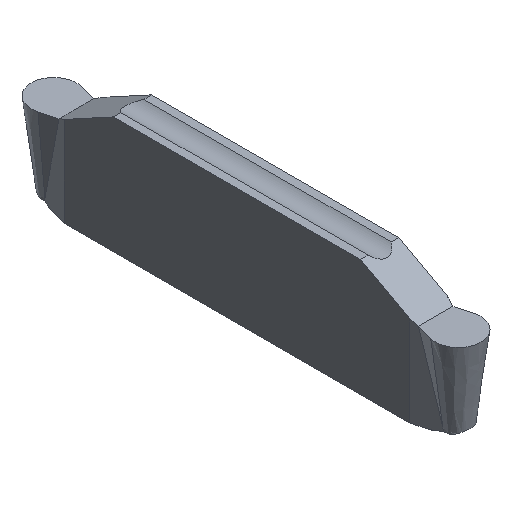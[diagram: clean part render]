
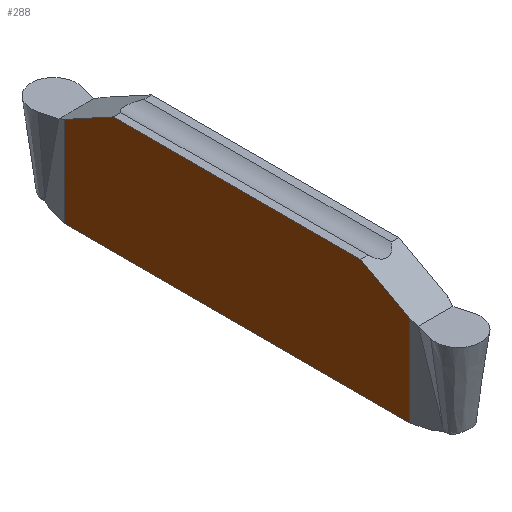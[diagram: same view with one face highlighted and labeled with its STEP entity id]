
A CAD part, isometric view. The second image highlights one B-rep face of the part: STEP entity #288.
In plain terms, the highlighted planar face has unit normal (-1, 0, 0).
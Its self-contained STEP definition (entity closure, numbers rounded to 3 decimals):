
#236=AXIS2_PLACEMENT_3D('Plane Axis2P3D',#233,#234,#235) ;
#233=CARTESIAN_POINT('Axis2P3D Location',(-0.85,2.309,0.)) ;
#238=CARTESIAN_POINT('Line Origine',(-0.85,3.404,0.764)) ;
#242=CARTESIAN_POINT('Vertex',(-0.85,2.309,0.168)) ;
#244=CARTESIAN_POINT('Vertex',(-0.85,4.5,1.36)) ;
#247=CARTESIAN_POINT('Line Origine',(-0.85,10.,1.36)) ;
#251=CARTESIAN_POINT('Vertex',(-0.85,15.5,1.36)) ;
#254=CARTESIAN_POINT('Line Origine',(-0.85,16.596,0.764)) ;
#258=CARTESIAN_POINT('Vertex',(-0.85,17.691,0.168)) ;
#261=CARTESIAN_POINT('Line Origine',(-0.85,17.691,-1.836)) ;
#265=CARTESIAN_POINT('Vertex',(-0.85,17.691,-3.84)) ;
#268=CARTESIAN_POINT('Line Origine',(-0.85,10.,-3.84)) ;
#272=CARTESIAN_POINT('Vertex',(-0.85,2.309,-3.84)) ;
#275=CARTESIAN_POINT('Line Origine',(-0.85,2.309,-1.836)) ;
#234=DIRECTION('Axis2P3D Direction',(1.,0.,0.)) ;
#235=DIRECTION('Axis2P3D XDirection',(0.,1.,0.)) ;
#239=DIRECTION('Vector Direction',(0.,0.878,0.478)) ;
#248=DIRECTION('Vector Direction',(0.,-1.,0.)) ;
#255=DIRECTION('Vector Direction',(0.,-0.878,0.478)) ;
#262=DIRECTION('Vector Direction',(0.,0.,1.)) ;
#269=DIRECTION('Vector Direction',(0.,1.,0.)) ;
#276=DIRECTION('Vector Direction',(0.,0.,1.)) ;
#240=VECTOR('Line Direction',#239,1.) ;
#249=VECTOR('Line Direction',#248,1.) ;
#256=VECTOR('Line Direction',#255,1.) ;
#263=VECTOR('Line Direction',#262,1.) ;
#270=VECTOR('Line Direction',#269,1.) ;
#277=VECTOR('Line Direction',#276,1.) ;
#281=ORIENTED_EDGE('',*,*,#246,.T.) ;
#282=ORIENTED_EDGE('',*,*,#253,.T.) ;
#283=ORIENTED_EDGE('',*,*,#260,.F.) ;
#284=ORIENTED_EDGE('',*,*,#267,.F.) ;
#285=ORIENTED_EDGE('',*,*,#274,.F.) ;
#286=ORIENTED_EDGE('',*,*,#279,.T.) ;
#288=ADVANCED_FACE('CUT',(#287),#237,.F.) ;
#246=EDGE_CURVE('',#243,#245,#241,.T.) ;
#253=EDGE_CURVE('',#245,#252,#250,.F.) ;
#260=EDGE_CURVE('',#259,#252,#257,.T.) ;
#267=EDGE_CURVE('',#266,#259,#264,.T.) ;
#274=EDGE_CURVE('',#273,#266,#271,.T.) ;
#279=EDGE_CURVE('',#273,#243,#278,.T.) ;
#280=EDGE_LOOP('',(#281,#282,#283,#284,#285,#286)) ;
#287=FACE_OUTER_BOUND('',#280,.T.) ;
#241=LINE('Line',#238,#240) ;
#250=LINE('Line',#247,#249) ;
#257=LINE('Line',#254,#256) ;
#264=LINE('Line',#261,#263) ;
#271=LINE('Line',#268,#270) ;
#278=LINE('Line',#275,#277) ;
#237=PLANE('',#236) ;
#243=VERTEX_POINT('',#242) ;
#245=VERTEX_POINT('',#244) ;
#252=VERTEX_POINT('',#251) ;
#259=VERTEX_POINT('',#258) ;
#266=VERTEX_POINT('',#265) ;
#273=VERTEX_POINT('',#272) ;
